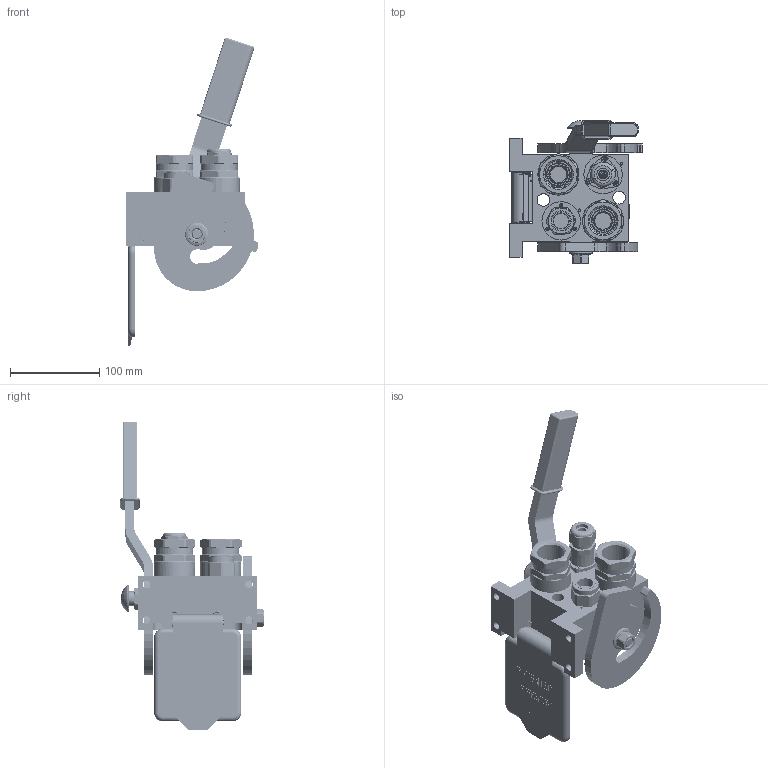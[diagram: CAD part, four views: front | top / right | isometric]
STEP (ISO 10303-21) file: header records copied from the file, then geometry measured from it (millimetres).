
FILE_DESCRIPTION (( 'STEP AP214' ), '1' );
FILE_NAME ('FASTER.step', '2025-12-04T08:38:00', ( '' ), ( '' ), 'SwSTEP 2.0', 'SolidWorks 2017', '' );
FILE_SCHEMA (( 'AUTOMOTIVE_DESIGN' ));
Length unit declared in the file: millimetre
Products named in the file (41): 4340_014_0000_000; 4241_072_0000_200; 4820_001_0004_000; 4830_001_0005_301; 4810_001_0001_014; 4830_001_0005_300; 1540_080_0012_000; FASTER; 0048_042_0412_000; 4142_072_1000_300; et011; A_2ffnb12_gas_f; 4830_025_0000_001; or2_62x17_86; 4830_025_2000_000; corpospel08-3f; 4850_024_6001_021; P510_F_ALB_BASE; 2ffnb12_gas_f; 2ffnb34-1gas_f; 4850_024_6002_020; curs_molla_12; curs_molla_34; sicura_p5; 4250_014_1000_000; 4850_024_6003_000_ASM; 4850_024_6003_000; conn_3p_f; 4830_022_0000_011; 4830_024_0001_012; 4830_044_0000_000; or1_5x7_m; 4150_072_1000_200; 4830_046_0000_000; 4830_020_0000_033; 4830_025_1000_000; A_2ffnb34-1gas_f; 4850_024_6003_010; 4830_070_0000_001
Assembly tree (44 placements, depth 4):
  FASTER
    P510_F_ALB_BASE
      4830_020_0000_033
      4830_025_1000_000
      4820_001_0004_000
      4810_001_0001_014
      4830_022_0000_011
      4830_070_0000_001
      4830_001_0005_300
      4830_001_0005_301
      or2_62x17_86  x2
    A_2ffnb34-1gas_f  x2
      curs_molla_34
        4150_072_1000_200
        4250_014_1000_000
      2ffnb34-1gas_f
        2ffnb34-1gas_f
    A_2ffnb12_gas_f
      curs_molla_12
        4340_014_0000_000
        4142_072_1000_300
      2ffnb12_gas_f
        2ffnb12_gas_f
    conn_3p_f
      corpospel08-3f
      4830_044_0000_000  x3
      4830_046_0000_000
      4241_072_0000_200
    4850_024_6003_000
      4850_024_6003_000_ASM
        4850_024_6003_010
        4850_024_6001_021
      sicura_p5
        4830_025_0000_001
        or1_5x7_m
        0048_042_0412_000
      1540_080_0012_000
      4830_025_2000_000
      4830_024_0001_012
      4850_024_6002_020
    et011
Bounding box: 148.95 x 161.17 x 346.17 mm (x, y, z)
Volume: 202968 mm3; surface area: 337702.1 mm2
Topology: 24 solids, 69 shells, 4551 faces, 12264 edges, 7877 vertices
Faces by surface type: plane 2457, cylinder 967, torus 434, cone 356, bspline 287, sphere 50
Entity records: 177998 total; most frequent: CARTESIAN_POINT 62751, ORIENTED_EDGE 21570, DIRECTION 20538, EDGE_CURVE 11231, VERTEX_POINT 7235, VECTOR 7016, LINE 7016, AXIS2_PLACEMENT_3D 6761
